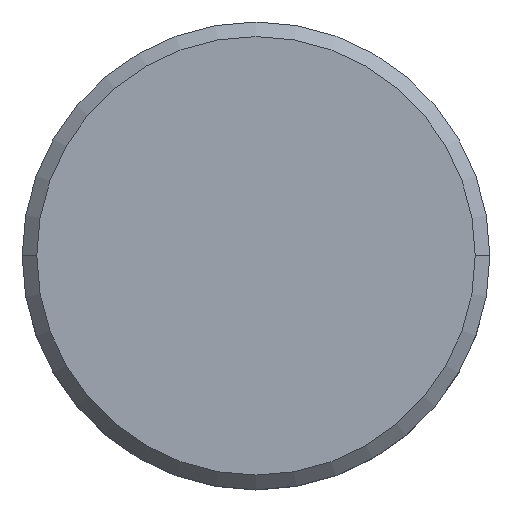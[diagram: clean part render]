
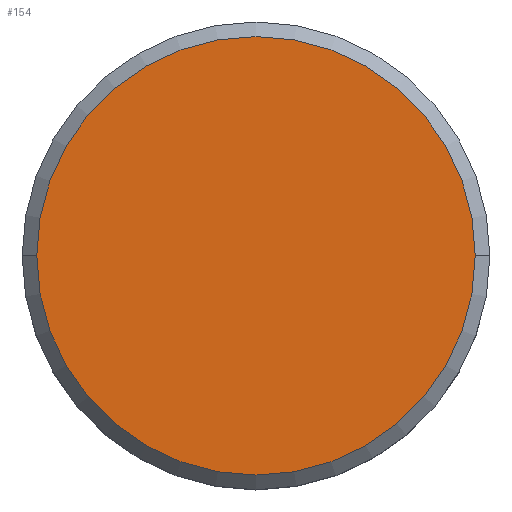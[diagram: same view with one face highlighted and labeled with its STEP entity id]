
A CAD part, top view. The second image highlights one B-rep face of the part: STEP entity #154.
In plain terms, the highlighted planar face has unit normal (0, 0, 1).
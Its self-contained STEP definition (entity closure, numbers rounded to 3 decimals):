
#43 = DIRECTION ( 'NONE',  ( 1., 0., 0. ) ) ;
#68 = PLANE ( 'NONE',  #188 ) ;
#90 = AXIS2_PLACEMENT_3D ( 'NONE', #143, #101, #142 ) ;
#101 = DIRECTION ( 'NONE',  ( 0., 0., 1. ) ) ;
#142 = DIRECTION ( 'NONE',  ( 1., 0., 0. ) ) ;
#143 = CARTESIAN_POINT ( 'NONE',  ( 0., 0., 0. ) ) ;
#154 = ADVANCED_FACE ( 'NONE', ( #362 ), #68, .T. ) ;
#188 = AXIS2_PLACEMENT_3D ( 'NONE', #328, #294, #43 ) ;
#195 = VERTEX_POINT ( 'NONE', #354 ) ;
#220 = EDGE_CURVE ( 'NONE', #195, #442, #228, .T. ) ;
#228 = CIRCLE ( 'NONE', #426, 7.5 ) ;
#249 = EDGE_CURVE ( 'NONE', #442, #195, #289, .T. ) ;
#269 = CARTESIAN_POINT ( 'NONE',  ( 7.5, 0., 0. ) ) ;
#289 = CIRCLE ( 'NONE', #90, 7.5 ) ;
#294 = DIRECTION ( 'NONE',  ( 0., 0., 1. ) ) ;
#299 = EDGE_LOOP ( 'NONE', ( #375, #440 ) ) ;
#325 = DIRECTION ( 'NONE',  ( 0., 0., 1. ) ) ;
#328 = CARTESIAN_POINT ( 'NONE',  ( 0., 0., 0. ) ) ;
#354 = CARTESIAN_POINT ( 'NONE',  ( -7.5, 0., 0. ) ) ;
#362 = FACE_OUTER_BOUND ( 'NONE', #299, .T. ) ;
#375 = ORIENTED_EDGE ( 'NONE', *, *, #220, .T. ) ;
#390 = DIRECTION ( 'NONE',  ( 1., 0., 0. ) ) ;
#421 = CARTESIAN_POINT ( 'NONE',  ( 0., 0., 0. ) ) ;
#426 = AXIS2_PLACEMENT_3D ( 'NONE', #421, #325, #390 ) ;
#440 = ORIENTED_EDGE ( 'NONE', *, *, #249, .T. ) ;
#442 = VERTEX_POINT ( 'NONE', #269 ) ;
